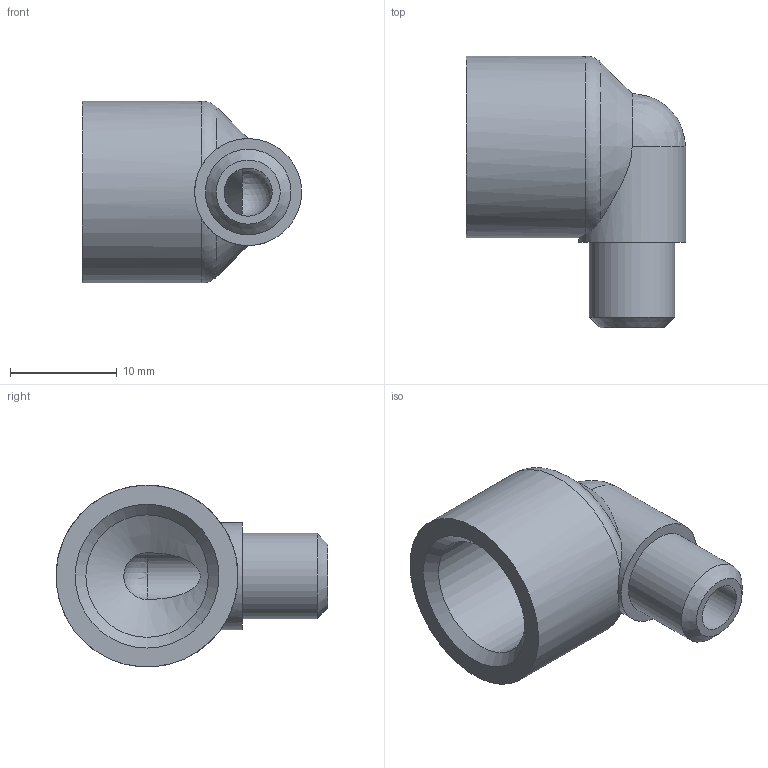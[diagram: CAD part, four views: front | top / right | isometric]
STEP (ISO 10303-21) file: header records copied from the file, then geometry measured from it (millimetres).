
FILE_DESCRIPTION((''),'2;1');
FILE_NAME('Winkelstueck G1_4 M8x1 90° Sonderversion A260011354.stp','2008-01-14T13:42:58',('ScheitB'),(''),'Autodesk Inventor 10','Autodesk Inventor 10','');
FILE_SCHEMA(('AUTOMOTIVE_DESIGN { 1 0 10303 214 1 1 1 1 }'));
Length unit declared in the file: millimetre
Products named in the file (1): anwin04g
Bounding box: 20.5 x 25.39 x 16.98 mm (x, y, z)
Volume: 2483.1 mm3; surface area: 2183.6 mm2
Topology: 1 solids, 1 shells, 15 faces, 39 edges, 23 vertices
Faces by surface type: cylinder 4, cone 3, plane 3, bspline 2, sphere 2, torus 1
Full cylindrical faces by diameter (mm): 4.5 x1, 8 x1, 10 x1, 17 x1
Entity records: 503 total; most frequent: CARTESIAN_POINT 200, DIRECTION 60, ORIENTED_EDGE 44, AXIS2_PLACEMENT_3D 30, EDGE_LOOP 26, EDGE_CURVE 22, VERTEX_POINT 18, CIRCLE 16
